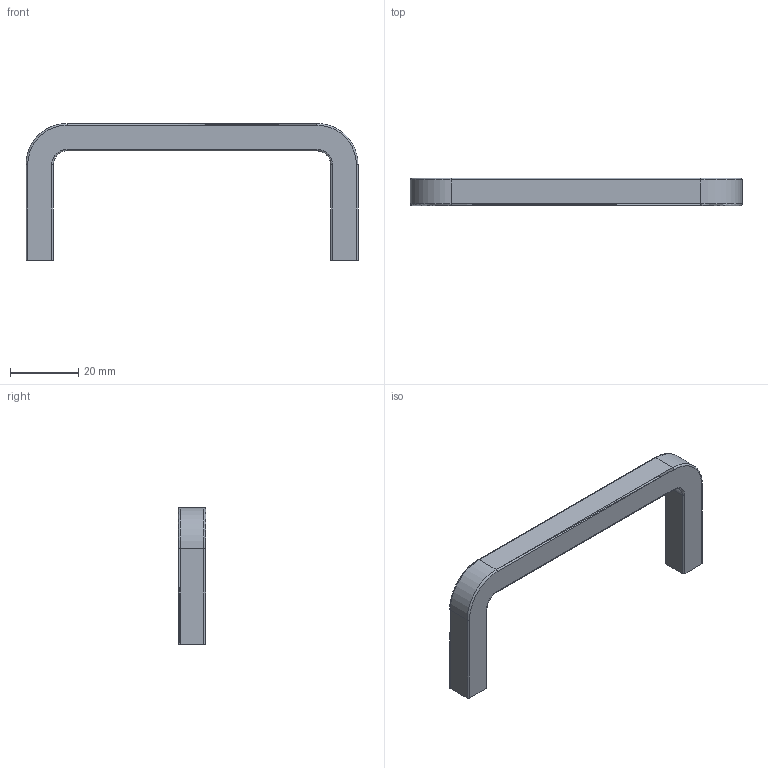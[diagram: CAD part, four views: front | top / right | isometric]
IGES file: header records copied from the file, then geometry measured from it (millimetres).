
Start section: ------------------------------------------------------------------------
Global section: file name: PC013.29624.THA_157S_2_7809.igs; native system: spGate; preprocessor: ver19.8.4 (****-****-****-****); author: Unknown; organization: Unknown; date: 240718.160952; units: millimetre
Bounding box: 97 x 8 x 40 mm (x, y, z)
Volume: 9058.6 mm3; surface area: 5272.7 mm2
Topology: 1 solids, 1 shells, 40 faces, 96 edges, 60 vertices
Faces by surface type: bspline 40
